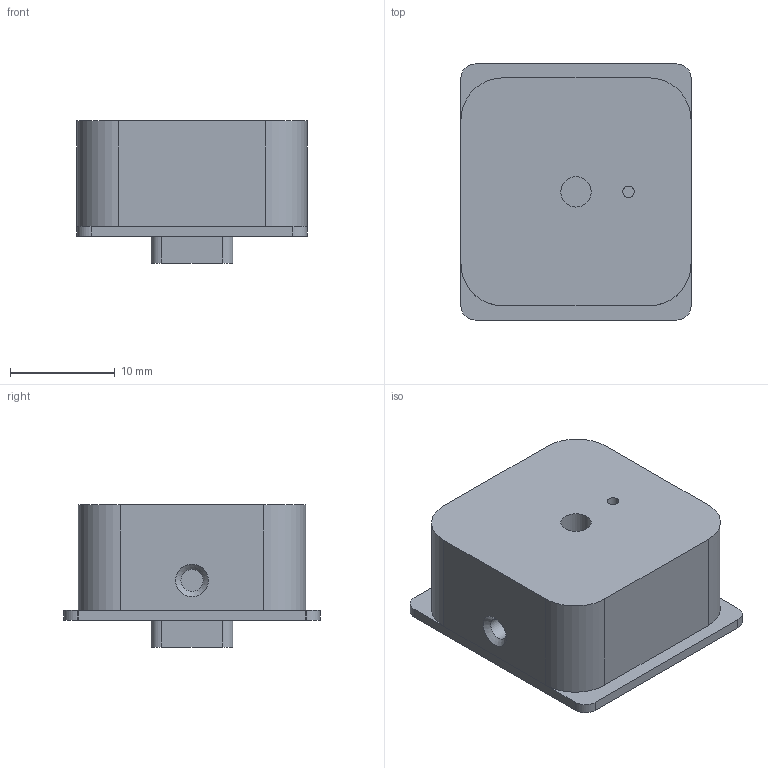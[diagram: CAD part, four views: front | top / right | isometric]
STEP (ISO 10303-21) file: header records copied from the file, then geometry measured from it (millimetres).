
FILE_DESCRIPTION(('FreeCAD Model'),'2;1');
FILE_NAME('Open CASCADE Shape Model','2023-07-01T20:44:10',(''),(''), 'Open CASCADE STEP processor 7.6','FreeCAD','Unknown');
FILE_SCHEMA(('AUTOMOTIVE_DESIGN { 1 0 10303 214 1 1 1 1 }'));
Length unit declared in the file: millimetre
Products named in the file (1): Chamfer
Bounding box: 21.91 x 24.4 x 13.55 mm (x, y, z)
Volume: 5211.4 mm3; surface area: 2177.8 mm2
Topology: 1 solids, 1 shells, 45 faces, 104 edges, 66 vertices
Faces by surface type: plane 27, cylinder 16, cone 2
Full cylindrical faces by diameter (mm): 1.1 x1, 2.1 x2, 2.9 x1
Entity records: 1294 total; most frequent: DIRECTION 230, CARTESIAN_POINT 216, ORIENTED_EDGE 208, EDGE_CURVE 104, AXIS2_PLACEMENT_3D 80, LINE 70, VECTOR 70, VERTEX_POINT 66
